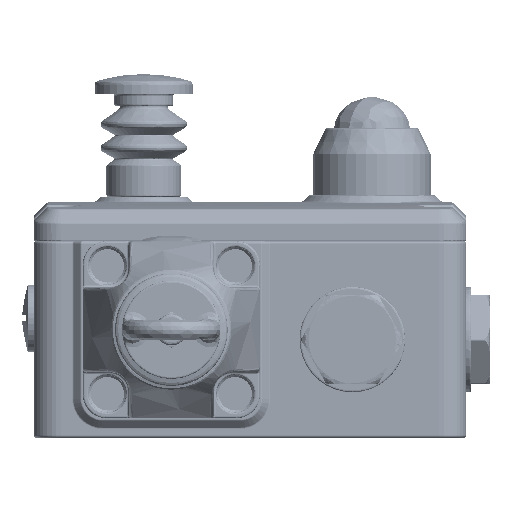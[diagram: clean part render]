
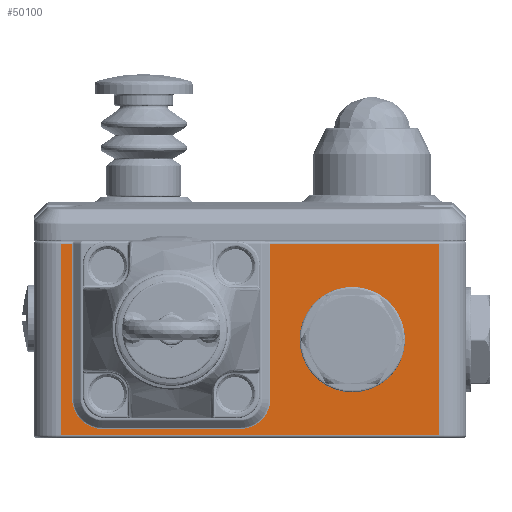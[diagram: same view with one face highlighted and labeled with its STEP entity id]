
A CAD part, left-side view. The second image highlights one B-rep face of the part: STEP entity #50100.
In plain terms, the highlighted planar face has unit normal (-1, 0, 0).
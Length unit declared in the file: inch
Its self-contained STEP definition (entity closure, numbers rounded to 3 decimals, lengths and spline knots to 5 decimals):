
#2431 = EDGE_CURVE ( 'NONE', #168734, #54605, #34813, .T. ) ;
#6607 = DIRECTION ( 'NONE',  ( -1., 0., 0. ) ) ;
#8282 = CARTESIAN_POINT ( 'NONE',  ( -3.93701, 0., -3.94516 ) ) ;
#12401 = CARTESIAN_POINT ( 'NONE',  ( -3.93701, 0.09027, -2.26378 ) ) ;
#14093 = DIRECTION ( 'NONE',  ( 0., -1., 0. ) ) ;
#14535 = VERTEX_POINT ( 'NONE', #68351 ) ;
#19033 = EDGE_CURVE ( 'NONE', #24309, #206989, #95814, .T. ) ;
#19512 = ORIENTED_EDGE ( 'NONE', *, *, #174519, .F. ) ;
#22249 = VECTOR ( 'NONE', #204491, 39.37008 ) ;
#23218 = VECTOR ( 'NONE', #14093, 39.37008 ) ;
#24309 = VERTEX_POINT ( 'NONE', #53768 ) ;
#24649 = DIRECTION ( 'NONE',  ( 0., 0., 1. ) ) ;
#24813 = AXIS2_PLACEMENT_3D ( 'NONE', #148769, #53570, #166573 ) ;
#28745 = DIRECTION ( 'NONE',  ( 1., 0., 0. ) ) ;
#30728 = EDGE_CURVE ( 'NONE', #142871, #181628, #160667, .T. ) ;
#30927 = CARTESIAN_POINT ( 'NONE',  ( -3.93701, 0.09027, 0. ) ) ;
#32976 = DIRECTION ( 'NONE',  ( -1., 0., 0. ) ) ;
#34693 = CARTESIAN_POINT ( 'NONE',  ( -3.93701, 0.55118, -1.14173 ) ) ;
#34813 = CIRCLE ( 'NONE', #24813, 0.43307 ) ;
#37126 = CARTESIAN_POINT ( 'NONE',  ( -3.93701, 0., -4.05512 ) ) ;
#39888 = LINE ( 'NONE', #56623, #177313 ) ;
#40917 = AXIS2_PLACEMENT_3D ( 'NONE', #177368, #32976, #96822 ) ;
#41253 = VECTOR ( 'NONE', #122219, 39.37008 ) ;
#42881 = ORIENTED_EDGE ( 'NONE', *, *, #118348, .F. ) ;
#46495 = EDGE_LOOP ( 'NONE', ( #86894, #64835 ) ) ;
#47468 = CARTESIAN_POINT ( 'NONE',  ( -3.93701, 0., -1.96035 ) ) ;
#47623 = CIRCLE ( 'NONE', #40917, 0.30343 ) ;
#47692 = AXIS2_PLACEMENT_3D ( 'NONE', #84023, #6607, #53656 ) ;
#50100 = ADVANCED_FACE ( 'NONE', ( #137619, #155385 ), #89536, .F. ) ;
#50982 = VECTOR ( 'NONE', #123576, 39.37008 ) ;
#51350 = CARTESIAN_POINT ( 'NONE',  ( -3.93701, 0.3937, -1.96035 ) ) ;
#53570 = DIRECTION ( 'NONE',  ( -1., 0., 0. ) ) ;
#53656 = DIRECTION ( 'NONE',  ( 0., -1., 0. ) ) ;
#53768 = CARTESIAN_POINT ( 'NONE',  ( -3.93701, 0.09027, -3.64173 ) ) ;
#54605 = VERTEX_POINT ( 'NONE', #113221 ) ;
#54699 = ORIENTED_EDGE ( 'NONE', *, *, #188310, .F. ) ;
#56154 = CARTESIAN_POINT ( 'NONE',  ( -3.93701, 1.94094, -4.05512 ) ) ;
#56612 = EDGE_LOOP ( 'NONE', ( #74940, #119513, #101512, #154081, #42881, #182899, #118115, #99080, #19512, #54699 ) ) ;
#56623 = CARTESIAN_POINT ( 'NONE',  ( -3.93701, 1.94094, 0. ) ) ;
#60796 = CARTESIAN_POINT ( 'NONE',  ( -3.93701, 0.02756, -4.33071 ) ) ;
#62467 = CARTESIAN_POINT ( 'NONE',  ( -3.93701, 1.94094, 0. ) ) ;
#64835 = ORIENTED_EDGE ( 'NONE', *, *, #2431, .F. ) ;
#67469 = DIRECTION ( 'NONE',  ( 0., 1., 0. ) ) ;
#68351 = CARTESIAN_POINT ( 'NONE',  ( -3.93701, 1.94094, -3.94516 ) ) ;
#74940 = ORIENTED_EDGE ( 'NONE', *, *, #30728, .F. ) ;
#76849 = CARTESIAN_POINT ( 'NONE',  ( -3.93701, 0., -0.27559 ) ) ;
#80005 = EDGE_CURVE ( 'NONE', #170498, #24309, #179520, .T. ) ;
#82206 = VECTOR ( 'NONE', #126284, 39.37008 ) ;
#84023 = CARTESIAN_POINT ( 'NONE',  ( -3.93701, 0.98425, -1.14173 ) ) ;
#84354 = CARTESIAN_POINT ( 'NONE',  ( -3.93701, 0.3937, -3.94516 ) ) ;
#85975 = DIRECTION ( 'NONE',  ( 0., 0., 1. ) ) ;
#86894 = ORIENTED_EDGE ( 'NONE', *, *, #184255, .F. ) ;
#88904 = CARTESIAN_POINT ( 'NONE',  ( -3.93701, 0.02756, -4.05512 ) ) ;
#89536 = PLANE ( 'NONE',  #138980 ) ;
#89761 = CARTESIAN_POINT ( 'NONE',  ( -3.93701, 1.94094, -1.96035 ) ) ;
#95814 = LINE ( 'NONE', #30927, #192626 ) ;
#96822 = DIRECTION ( 'NONE',  ( 0., 0., 1. ) ) ;
#99080 = ORIENTED_EDGE ( 'NONE', *, *, #80005, .F. ) ;
#101512 = ORIENTED_EDGE ( 'NONE', *, *, #167820, .F. ) ;
#104296 = CARTESIAN_POINT ( 'NONE',  ( -3.93701, 0.3937, -3.64173 ) ) ;
#113221 = CARTESIAN_POINT ( 'NONE',  ( -3.93701, 1.41732, -1.14173 ) ) ;
#118115 = ORIENTED_EDGE ( 'NONE', *, *, #19033, .F. ) ;
#118348 = EDGE_CURVE ( 'NONE', #136384, #139888, #190830, .T. ) ;
#119513 = ORIENTED_EDGE ( 'NONE', *, *, #130843, .F. ) ;
#120846 = LINE ( 'NONE', #76849, #23218 ) ;
#122219 = DIRECTION ( 'NONE',  ( 0., -1., 0. ) ) ;
#123576 = DIRECTION ( 'NONE',  ( 0., 0., -1. ) ) ;
#126284 = DIRECTION ( 'NONE',  ( 0., 0., 1. ) ) ;
#129297 = AXIS2_PLACEMENT_3D ( 'NONE', #104296, #199537, #183819 ) ;
#130843 = EDGE_CURVE ( 'NONE', #202838, #142871, #189488, .T. ) ;
#136384 = VERTEX_POINT ( 'NONE', #51350 ) ;
#137619 = FACE_BOUND ( 'NONE', #46495, .T. ) ;
#137919 = CIRCLE ( 'NONE', #47692, 0.43307 ) ;
#138980 = AXIS2_PLACEMENT_3D ( 'NONE', #168010, #28745, #24649 ) ;
#139888 = VERTEX_POINT ( 'NONE', #89761 ) ;
#139974 = LINE ( 'NONE', #8282, #41253 ) ;
#142871 = VERTEX_POINT ( 'NONE', #88904 ) ;
#148769 = CARTESIAN_POINT ( 'NONE',  ( -3.93701, 0.98425, -1.14173 ) ) ;
#151056 = EDGE_CURVE ( 'NONE', #206989, #136384, #47623, .T. ) ;
#154081 = ORIENTED_EDGE ( 'NONE', *, *, #197599, .F. ) ;
#155385 = FACE_OUTER_BOUND ( 'NONE', #56612, .T. ) ;
#159639 = DIRECTION ( 'NONE',  ( 0., 0., 1. ) ) ;
#160667 = LINE ( 'NONE', #37126, #178910 ) ;
#163871 = CARTESIAN_POINT ( 'NONE',  ( -3.93701, 1.94094, -0.27559 ) ) ;
#166573 = DIRECTION ( 'NONE',  ( 0., -1., 0. ) ) ;
#167820 = EDGE_CURVE ( 'NONE', #186312, #202838, #120846, .T. ) ;
#168010 = CARTESIAN_POINT ( 'NONE',  ( -3.93701, 0., 0. ) ) ;
#168734 = VERTEX_POINT ( 'NONE', #34693 ) ;
#170498 = VERTEX_POINT ( 'NONE', #84354 ) ;
#174519 = EDGE_CURVE ( 'NONE', #14535, #170498, #139974, .T. ) ;
#177313 = VECTOR ( 'NONE', #85975, 39.37008 ) ;
#177368 = CARTESIAN_POINT ( 'NONE',  ( -3.93701, 0.3937, -2.26378 ) ) ;
#178910 = VECTOR ( 'NONE', #67469, 39.37008 ) ;
#179520 = CIRCLE ( 'NONE', #129297, 0.30343 ) ;
#181628 = VERTEX_POINT ( 'NONE', #56154 ) ;
#182899 = ORIENTED_EDGE ( 'NONE', *, *, #151056, .F. ) ;
#183819 = DIRECTION ( 'NONE',  ( 0., 1., 0. ) ) ;
#184255 = EDGE_CURVE ( 'NONE', #54605, #168734, #137919, .T. ) ;
#186312 = VERTEX_POINT ( 'NONE', #163871 ) ;
#188310 = EDGE_CURVE ( 'NONE', #181628, #14535, #205838, .T. ) ;
#189047 = CARTESIAN_POINT ( 'NONE',  ( -3.93701, 0.02756, -0.27559 ) ) ;
#189488 = LINE ( 'NONE', #60796, #50982 ) ;
#190830 = LINE ( 'NONE', #47468, #22249 ) ;
#192626 = VECTOR ( 'NONE', #159639, 39.37008 ) ;
#197599 = EDGE_CURVE ( 'NONE', #139888, #186312, #39888, .T. ) ;
#199537 = DIRECTION ( 'NONE',  ( -1., 0., 0. ) ) ;
#202838 = VERTEX_POINT ( 'NONE', #189047 ) ;
#204491 = DIRECTION ( 'NONE',  ( 0., 1., 0. ) ) ;
#205838 = LINE ( 'NONE', #62467, #82206 ) ;
#206989 = VERTEX_POINT ( 'NONE', #12401 ) ;
